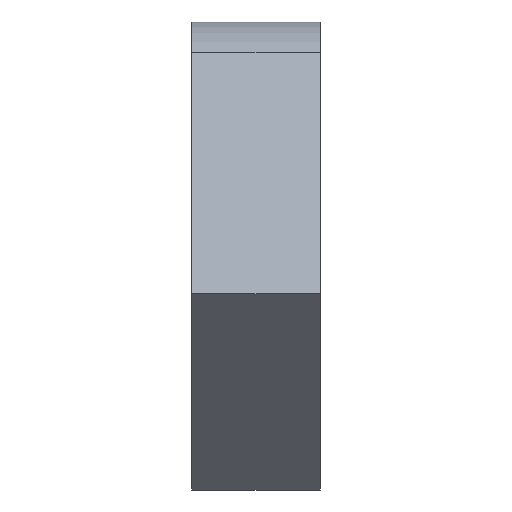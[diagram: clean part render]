
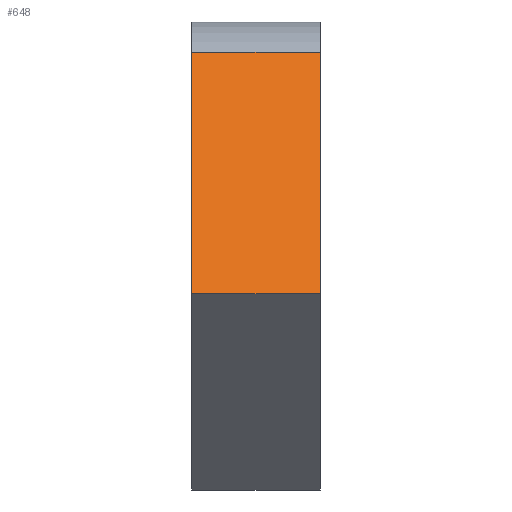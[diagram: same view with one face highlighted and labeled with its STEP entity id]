
A CAD part, front view. The second image highlights one B-rep face of the part: STEP entity #648.
In plain terms, the highlighted planar face has unit normal (0, -0.707, 0.707).
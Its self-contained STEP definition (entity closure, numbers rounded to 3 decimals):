
#44=PLANE('',#704);
#62=FACE_OUTER_BOUND('',#94,.T.);
#94=EDGE_LOOP('',(#461,#462,#463,#464));
#157=LINE('',#973,#215);
#158=LINE('',#976,#216);
#159=LINE('',#978,#217);
#160=LINE('',#979,#218);
#215=VECTOR('',#783,10.);
#216=VECTOR('',#786,10.);
#217=VECTOR('',#787,10.);
#218=VECTOR('',#788,10.);
#305=VERTEX_POINT('',#966);
#308=VERTEX_POINT('',#971);
#309=VERTEX_POINT('',#975);
#310=VERTEX_POINT('',#977);
#369=EDGE_CURVE('',#308,#305,#157,.T.);
#370=EDGE_CURVE('',#309,#308,#158,.T.);
#371=EDGE_CURVE('',#309,#310,#159,.T.);
#372=EDGE_CURVE('',#305,#310,#160,.T.);
#461=ORIENTED_EDGE('',*,*,#369,.F.);
#462=ORIENTED_EDGE('',*,*,#370,.F.);
#463=ORIENTED_EDGE('',*,*,#371,.T.);
#464=ORIENTED_EDGE('',*,*,#372,.F.);
#648=ADVANCED_FACE('',(#62),#44,.T.);
#704=AXIS2_PLACEMENT_3D('',#974,#784,#785);
#783=DIRECTION('',(1.,0.,0.));
#784=DIRECTION('center_axis',(0.,-0.707,0.707));
#785=DIRECTION('ref_axis',(0.,-0.707,-0.707));
#786=DIRECTION('',(0.,0.707,0.707));
#787=DIRECTION('',(1.,0.,0.));
#788=DIRECTION('',(0.,-0.707,-0.707));
#966=CARTESIAN_POINT('',(12.5,10.958,49.142));
#971=CARTESIAN_POINT('',(-12.5,10.958,49.142));
#973=CARTESIAN_POINT('',(0.,10.958,49.142));
#974=CARTESIAN_POINT('Origin',(0.,16.816,55.));
#975=CARTESIAN_POINT('',(-12.5,-36.062,2.121));
#976=CARTESIAN_POINT('',(-12.5,-19.092,19.092));
#977=CARTESIAN_POINT('',(12.5,-36.062,2.121));
#978=CARTESIAN_POINT('',(0.,-36.062,2.121));
#979=CARTESIAN_POINT('',(12.5,16.816,55.));
